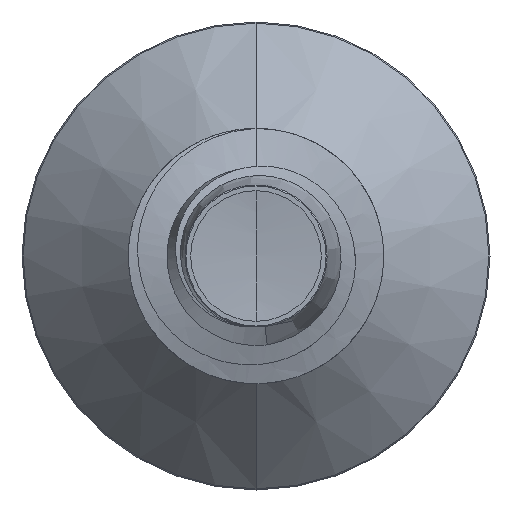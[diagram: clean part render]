
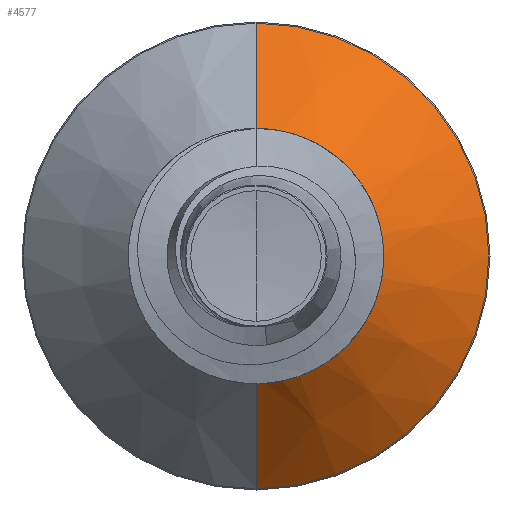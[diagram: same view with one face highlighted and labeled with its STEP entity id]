
A CAD part, front view. The second image highlights one B-rep face of the part: STEP entity #4577.
In plain terms, the highlighted conical face has half-angle 45 degrees and reference radius 1.414 mm.
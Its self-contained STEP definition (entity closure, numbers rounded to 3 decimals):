
#409 = CARTESIAN_POINT ( 'NONE',  ( 0., 5.114, -1.414 ) ) ;
#677 = CIRCLE ( 'NONE', #7948, 1.414 ) ;
#1404 = VERTEX_POINT ( 'NONE', #3463 ) ;
#1775 = EDGE_CURVE ( 'NONE', #7009, #4366, #677, .T. ) ;
#2006 = AXIS2_PLACEMENT_3D ( 'NONE', #3269, #3258, #3256 ) ;
#2099 = DIRECTION ( 'NONE',  ( 0., 0., 1. ) ) ;
#2117 = DIRECTION ( 'NONE',  ( 0., 1., 0. ) ) ;
#2135 = CARTESIAN_POINT ( 'NONE',  ( 0., 5.114, 0. ) ) ;
#2548 = EDGE_LOOP ( 'NONE', ( #10431, #10347, #10278, #10173 ) ) ;
#3104 = DIRECTION ( 'NONE',  ( 0., 0.707, -0.707 ) ) ;
#3116 = CARTESIAN_POINT ( 'NONE',  ( 0., 5.114, -1.414 ) ) ;
#3188 = CARTESIAN_POINT ( 'NONE',  ( 0., 6.437, -2.737 ) ) ;
#3256 = DIRECTION ( 'NONE',  ( 0., 0., 1. ) ) ;
#3258 = DIRECTION ( 'NONE',  ( 0., 1., 0. ) ) ;
#3269 = CARTESIAN_POINT ( 'NONE',  ( 0., 6.437, 0. ) ) ;
#3463 = CARTESIAN_POINT ( 'NONE',  ( 0., 6.437, 2.737 ) ) ;
#4366 = VERTEX_POINT ( 'NONE', #409 ) ;
#4577 = ADVANCED_FACE ( 'NONE', ( #8833 ), #8625, .T. ) ;
#5658 = LINE ( 'NONE', #3116, #6105 ) ;
#6105 = VECTOR ( 'NONE', #3104, 1000. ) ;
#6497 = AXIS2_PLACEMENT_3D ( 'NONE', #7186, #7287, #7268 ) ;
#6768 = VECTOR ( 'NONE', #6799, 1000. ) ;
#6777 = CARTESIAN_POINT ( 'NONE',  ( 0., 5.114, 1.414 ) ) ;
#6799 = DIRECTION ( 'NONE',  ( 0., 0.707, 0.707 ) ) ;
#6819 = CARTESIAN_POINT ( 'NONE',  ( 0., 5.114, 1.414 ) ) ;
#6985 = EDGE_CURVE ( 'NONE', #7009, #1404, #10193, .T. ) ;
#7009 = VERTEX_POINT ( 'NONE', #6777 ) ;
#7186 = CARTESIAN_POINT ( 'NONE',  ( 0., 5.114, 0. ) ) ;
#7268 = DIRECTION ( 'NONE',  ( 0., 0., 1. ) ) ;
#7287 = DIRECTION ( 'NONE',  ( 0., 1., 0. ) ) ;
#7948 = AXIS2_PLACEMENT_3D ( 'NONE', #2135, #2117, #2099 ) ;
#8368 = EDGE_CURVE ( 'NONE', #1404, #10482, #9988, .T. ) ;
#8523 = EDGE_CURVE ( 'NONE', #4366, #10482, #5658, .T. ) ;
#8625 = CONICAL_SURFACE ( 'NONE', #6497, 1.414, 0.785 ) ;
#8833 = FACE_OUTER_BOUND ( 'NONE', #2548, .T. ) ;
#9988 = CIRCLE ( 'NONE', #2006, 2.737 ) ;
#10173 = ORIENTED_EDGE ( 'NONE', *, *, #6985, .F. ) ;
#10193 = LINE ( 'NONE', #6819, #6768 ) ;
#10278 = ORIENTED_EDGE ( 'NONE', *, *, #8368, .F. ) ;
#10347 = ORIENTED_EDGE ( 'NONE', *, *, #8523, .T. ) ;
#10431 = ORIENTED_EDGE ( 'NONE', *, *, #1775, .T. ) ;
#10482 = VERTEX_POINT ( 'NONE', #3188 ) ;
